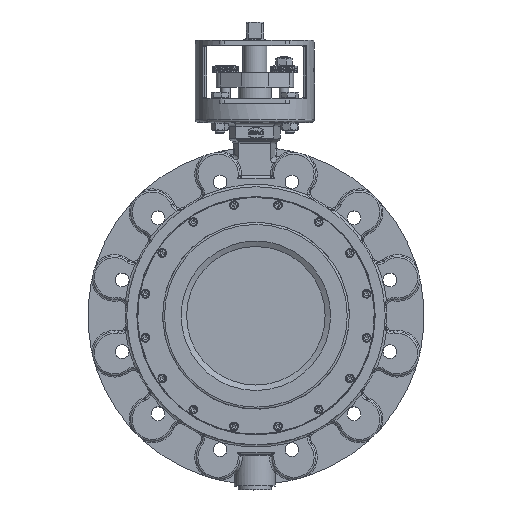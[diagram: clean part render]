
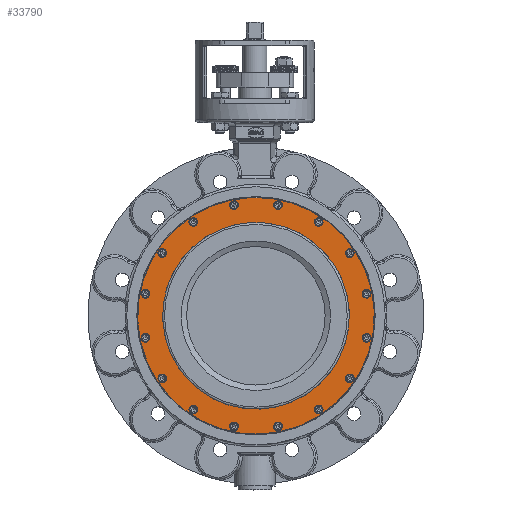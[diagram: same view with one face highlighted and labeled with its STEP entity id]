
A CAD part, top view. The second image highlights one B-rep face of the part: STEP entity #33790.
In plain terms, the highlighted planar face has unit normal (0, 0, 1).
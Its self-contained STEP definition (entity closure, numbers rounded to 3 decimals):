
#5796=PLANE('',#36908);
#6366=FACE_BOUND('',#10354,.T.);
#6367=FACE_BOUND('',#10355,.T.);
#6368=FACE_BOUND('',#10356,.T.);
#6369=FACE_BOUND('',#10357,.T.);
#6370=FACE_BOUND('',#10358,.T.);
#6371=FACE_BOUND('',#10359,.T.);
#6372=FACE_BOUND('',#10360,.T.);
#6373=FACE_BOUND('',#10361,.T.);
#6374=FACE_BOUND('',#10362,.T.);
#6375=FACE_BOUND('',#10363,.T.);
#6376=FACE_BOUND('',#10364,.T.);
#6377=FACE_BOUND('',#10365,.T.);
#6378=FACE_BOUND('',#10366,.T.);
#6379=FACE_BOUND('',#10367,.T.);
#6380=FACE_BOUND('',#10368,.T.);
#6381=FACE_BOUND('',#10369,.T.);
#6382=FACE_BOUND('',#10370,.T.);
#7875=FACE_OUTER_BOUND('',#10353,.T.);
#10353=EDGE_LOOP('',(#26044));
#10354=EDGE_LOOP('',(#26045));
#10355=EDGE_LOOP('',(#26046));
#10356=EDGE_LOOP('',(#26047));
#10357=EDGE_LOOP('',(#26048));
#10358=EDGE_LOOP('',(#26049));
#10359=EDGE_LOOP('',(#26050));
#10360=EDGE_LOOP('',(#26051));
#10361=EDGE_LOOP('',(#26052));
#10362=EDGE_LOOP('',(#26053));
#10363=EDGE_LOOP('',(#26054));
#10364=EDGE_LOOP('',(#26055));
#10365=EDGE_LOOP('',(#26056));
#10366=EDGE_LOOP('',(#26057));
#10367=EDGE_LOOP('',(#26058));
#10368=EDGE_LOOP('',(#26059));
#10369=EDGE_LOOP('',(#26060));
#10370=EDGE_LOOP('',(#26061));
#12556=CIRCLE('',#36901,118.);
#12561=CIRCLE('',#36909,149.5);
#12562=CIRCLE('',#36910,5.5);
#12563=CIRCLE('',#36911,5.5);
#12564=CIRCLE('',#36912,5.5);
#12565=CIRCLE('',#36913,5.5);
#12566=CIRCLE('',#36914,5.5);
#12567=CIRCLE('',#36915,5.5);
#12568=CIRCLE('',#36916,5.5);
#12569=CIRCLE('',#36917,5.5);
#12570=CIRCLE('',#36918,5.5);
#12571=CIRCLE('',#36919,5.5);
#12572=CIRCLE('',#36920,5.5);
#12573=CIRCLE('',#36921,5.5);
#12574=CIRCLE('',#36922,5.5);
#12575=CIRCLE('',#36923,5.5);
#12576=CIRCLE('',#36924,5.5);
#12577=CIRCLE('',#36925,5.5);
#15305=VERTEX_POINT('',#89957);
#15310=VERTEX_POINT('',#89970);
#15311=VERTEX_POINT('',#89972);
#15312=VERTEX_POINT('',#89974);
#15313=VERTEX_POINT('',#89976);
#15314=VERTEX_POINT('',#89978);
#15315=VERTEX_POINT('',#89980);
#15316=VERTEX_POINT('',#89982);
#15317=VERTEX_POINT('',#89984);
#15318=VERTEX_POINT('',#89986);
#15319=VERTEX_POINT('',#89988);
#15320=VERTEX_POINT('',#89990);
#15321=VERTEX_POINT('',#89992);
#15322=VERTEX_POINT('',#89994);
#15323=VERTEX_POINT('',#89996);
#15324=VERTEX_POINT('',#89998);
#15325=VERTEX_POINT('',#90000);
#15326=VERTEX_POINT('',#90002);
#19151=EDGE_CURVE('',#15305,#15305,#12556,.T.);
#19156=EDGE_CURVE('',#15310,#15310,#12561,.T.);
#19157=EDGE_CURVE('',#15311,#15311,#12562,.T.);
#19158=EDGE_CURVE('',#15312,#15312,#12563,.T.);
#19159=EDGE_CURVE('',#15313,#15313,#12564,.T.);
#19160=EDGE_CURVE('',#15314,#15314,#12565,.T.);
#19161=EDGE_CURVE('',#15315,#15315,#12566,.T.);
#19162=EDGE_CURVE('',#15316,#15316,#12567,.T.);
#19163=EDGE_CURVE('',#15317,#15317,#12568,.T.);
#19164=EDGE_CURVE('',#15318,#15318,#12569,.T.);
#19165=EDGE_CURVE('',#15319,#15319,#12570,.T.);
#19166=EDGE_CURVE('',#15320,#15320,#12571,.T.);
#19167=EDGE_CURVE('',#15321,#15321,#12572,.T.);
#19168=EDGE_CURVE('',#15322,#15322,#12573,.T.);
#19169=EDGE_CURVE('',#15323,#15323,#12574,.T.);
#19170=EDGE_CURVE('',#15324,#15324,#12575,.T.);
#19171=EDGE_CURVE('',#15325,#15325,#12576,.T.);
#19172=EDGE_CURVE('',#15326,#15326,#12577,.T.);
#26044=ORIENTED_EDGE('',*,*,#19156,.F.);
#26045=ORIENTED_EDGE('',*,*,#19157,.T.);
#26046=ORIENTED_EDGE('',*,*,#19158,.T.);
#26047=ORIENTED_EDGE('',*,*,#19159,.T.);
#26048=ORIENTED_EDGE('',*,*,#19160,.T.);
#26049=ORIENTED_EDGE('',*,*,#19161,.T.);
#26050=ORIENTED_EDGE('',*,*,#19162,.T.);
#26051=ORIENTED_EDGE('',*,*,#19163,.T.);
#26052=ORIENTED_EDGE('',*,*,#19164,.T.);
#26053=ORIENTED_EDGE('',*,*,#19165,.T.);
#26054=ORIENTED_EDGE('',*,*,#19166,.T.);
#26055=ORIENTED_EDGE('',*,*,#19167,.T.);
#26056=ORIENTED_EDGE('',*,*,#19168,.T.);
#26057=ORIENTED_EDGE('',*,*,#19169,.T.);
#26058=ORIENTED_EDGE('',*,*,#19170,.T.);
#26059=ORIENTED_EDGE('',*,*,#19171,.T.);
#26060=ORIENTED_EDGE('',*,*,#19172,.T.);
#26061=ORIENTED_EDGE('',*,*,#19151,.T.);
#33790=ADVANCED_FACE('',(#7875,#6366,#6367,#6368,#6369,#6370,#6371,#6372,
#6373,#6374,#6375,#6376,#6377,#6378,#6379,#6380,#6381,#6382),#5796,.T.);
#36901=AXIS2_PLACEMENT_3D('',#89958,#44044,#44045);
#36908=AXIS2_PLACEMENT_3D('',#89969,#44058,#44059);
#36909=AXIS2_PLACEMENT_3D('',#89971,#44060,#44061);
#36910=AXIS2_PLACEMENT_3D('',#89973,#44062,#44063);
#36911=AXIS2_PLACEMENT_3D('',#89975,#44064,#44065);
#36912=AXIS2_PLACEMENT_3D('',#89977,#44066,#44067);
#36913=AXIS2_PLACEMENT_3D('',#89979,#44068,#44069);
#36914=AXIS2_PLACEMENT_3D('',#89981,#44070,#44071);
#36915=AXIS2_PLACEMENT_3D('',#89983,#44072,#44073);
#36916=AXIS2_PLACEMENT_3D('',#89985,#44074,#44075);
#36917=AXIS2_PLACEMENT_3D('',#89987,#44076,#44077);
#36918=AXIS2_PLACEMENT_3D('',#89989,#44078,#44079);
#36919=AXIS2_PLACEMENT_3D('',#89991,#44080,#44081);
#36920=AXIS2_PLACEMENT_3D('',#89993,#44082,#44083);
#36921=AXIS2_PLACEMENT_3D('',#89995,#44084,#44085);
#36922=AXIS2_PLACEMENT_3D('',#89997,#44086,#44087);
#36923=AXIS2_PLACEMENT_3D('',#89999,#44088,#44089);
#36924=AXIS2_PLACEMENT_3D('',#90001,#44090,#44091);
#36925=AXIS2_PLACEMENT_3D('',#90003,#44092,#44093);
#44044=DIRECTION('center_axis',(0.,0.,
-1.));
#44045=DIRECTION('ref_axis',(0.383,-0.924,0.));
#44058=DIRECTION('center_axis',(0.,0.,
1.));
#44059=DIRECTION('ref_axis',(0.924,0.383,0.));
#44060=DIRECTION('center_axis',(0.,0.,
-1.));
#44061=DIRECTION('ref_axis',(-0.383,0.924,0.));
#44062=DIRECTION('center_axis',(0.,0.,
-1.));
#44063=DIRECTION('ref_axis',(-0.924,0.383,0.));
#44064=DIRECTION('center_axis',(0.,0.,
-1.));
#44065=DIRECTION('ref_axis',(-1.,0.,0.));
#44066=DIRECTION('center_axis',(0.,0.,
-1.));
#44067=DIRECTION('ref_axis',(-0.924,-0.383,0.));
#44068=DIRECTION('center_axis',(0.,0.,
-1.));
#44069=DIRECTION('ref_axis',(-0.707,-0.707,0.));
#44070=DIRECTION('center_axis',(0.,0.,
-1.));
#44071=DIRECTION('ref_axis',(-0.383,-0.924,0.));
#44072=DIRECTION('center_axis',(0.,0.,
-1.));
#44073=DIRECTION('ref_axis',(0.,-1.,0.));
#44074=DIRECTION('center_axis',(0.,0.,
-1.));
#44075=DIRECTION('ref_axis',(0.383,-0.924,0.));
#44076=DIRECTION('center_axis',(0.,0.,
-1.));
#44077=DIRECTION('ref_axis',(0.707,-0.707,0.));
#44078=DIRECTION('center_axis',(0.,0.,
-1.));
#44079=DIRECTION('ref_axis',(0.924,-0.383,0.));
#44080=DIRECTION('center_axis',(0.,0.,
-1.));
#44081=DIRECTION('ref_axis',(1.,0.,0.));
#44082=DIRECTION('center_axis',(0.,0.,
-1.));
#44083=DIRECTION('ref_axis',(0.924,0.383,0.));
#44084=DIRECTION('center_axis',(0.,0.,
-1.));
#44085=DIRECTION('ref_axis',(0.707,0.707,0.));
#44086=DIRECTION('center_axis',(0.,0.,
-1.));
#44087=DIRECTION('ref_axis',(0.383,0.924,0.));
#44088=DIRECTION('center_axis',(0.,0.,
-1.));
#44089=DIRECTION('ref_axis',(0.,1.,0.));
#44090=DIRECTION('center_axis',(0.,0.,
-1.));
#44091=DIRECTION('ref_axis',(-0.707,0.707,0.));
#44092=DIRECTION('center_axis',(0.,0.,
-1.));
#44093=DIRECTION('ref_axis',(-0.383,0.924,0.));
#89957=CARTESIAN_POINT('',(45.157,-109.018,39.6));
#89958=CARTESIAN_POINT('Origin',(0.,0.,
39.6));
#89969=CARTESIAN_POINT('Origin',(51.28,-123.8,39.6));
#89970=CARTESIAN_POINT('',(57.211,-138.12,39.6));
#89971=CARTESIAN_POINT('Origin',(0.,0.,
39.6));
#89972=CARTESIAN_POINT('',(113.403,-77.064,39.6));
#89973=CARTESIAN_POINT('Origin',(118.484,-79.169,39.6));
#89974=CARTESIAN_POINT('',(134.262,-27.8,39.6));
#89975=CARTESIAN_POINT('Origin',(139.762,-27.8,39.6));
#89976=CARTESIAN_POINT('',(134.681,25.696,39.6));
#89977=CARTESIAN_POINT('Origin',(139.762,27.8,39.6));
#89978=CARTESIAN_POINT('',(114.595,75.28,39.6));
#89979=CARTESIAN_POINT('Origin',(118.484,79.169,39.6));
#89980=CARTESIAN_POINT('',(77.064,113.403,39.6));
#89981=CARTESIAN_POINT('Origin',(79.169,118.484,39.6));
#89982=CARTESIAN_POINT('',(27.8,134.262,39.6));
#89983=CARTESIAN_POINT('Origin',(27.8,139.762,39.6));
#89984=CARTESIAN_POINT('',(-25.696,134.681,39.6));
#89985=CARTESIAN_POINT('Origin',(-27.8,139.762,39.6));
#89986=CARTESIAN_POINT('',(-75.28,114.595,39.6));
#89987=CARTESIAN_POINT('Origin',(-79.169,118.484,39.6));
#89988=CARTESIAN_POINT('',(-113.403,77.064,39.6));
#89989=CARTESIAN_POINT('Origin',(-118.484,79.169,39.6));
#89990=CARTESIAN_POINT('',(-134.262,27.8,39.6));
#89991=CARTESIAN_POINT('Origin',(-139.762,27.8,39.6));
#89992=CARTESIAN_POINT('',(-134.681,-25.696,39.6));
#89993=CARTESIAN_POINT('Origin',(-139.762,-27.8,39.6));
#89994=CARTESIAN_POINT('',(-114.595,-75.28,39.6));
#89995=CARTESIAN_POINT('Origin',(-118.484,-79.169,39.6));
#89996=CARTESIAN_POINT('',(-77.064,-113.403,39.6));
#89997=CARTESIAN_POINT('Origin',(-79.169,-118.484,39.6));
#89998=CARTESIAN_POINT('',(-27.8,-134.262,39.6));
#89999=CARTESIAN_POINT('Origin',(-27.8,-139.762,39.6));
#90000=CARTESIAN_POINT('',(75.28,-114.595,39.6));
#90001=CARTESIAN_POINT('Origin',(79.169,-118.484,39.6));
#90002=CARTESIAN_POINT('',(25.696,-134.681,39.6));
#90003=CARTESIAN_POINT('Origin',(27.8,-139.762,39.6));
